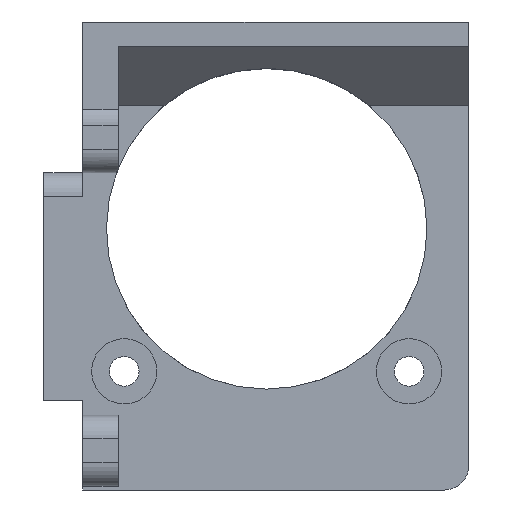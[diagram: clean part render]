
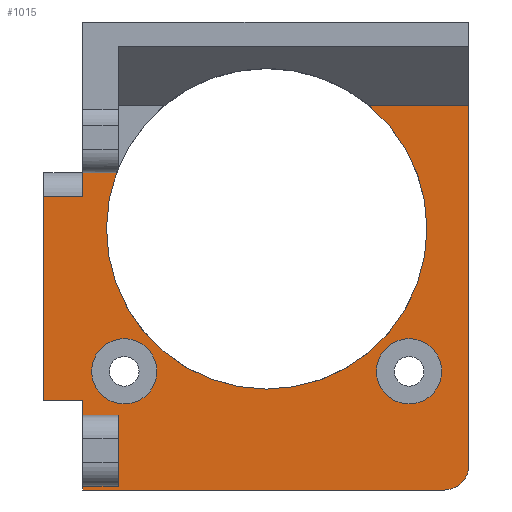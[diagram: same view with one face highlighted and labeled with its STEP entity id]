
A CAD part, left-side view. The second image highlights one B-rep face of the part: STEP entity #1015.
In plain terms, the highlighted planar face has unit normal (-1, 0, 0).
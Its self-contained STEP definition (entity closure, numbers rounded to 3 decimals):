
#21=FACE_BOUND('',#138,.T.);
#22=FACE_BOUND('',#139,.T.);
#34=PLANE('',#1107);
#78=FACE_OUTER_BOUND('',#137,.T.);
#137=EDGE_LOOP('',(#764,#765,#766,#767,#768,#769,#770,#771,#772,#773,#774,
#775,#776,#777,#778));
#138=EDGE_LOOP('',(#779));
#139=EDGE_LOOP('',(#780));
#215=LINE('',#1583,#318);
#223=LINE('',#1603,#326);
#224=LINE('',#1605,#327);
#225=LINE('',#1607,#328);
#226=LINE('',#1609,#329);
#227=LINE('',#1611,#330);
#228=LINE('',#1613,#331);
#229=LINE('',#1615,#332);
#230=LINE('',#1617,#333);
#231=LINE('',#1619,#334);
#232=LINE('',#1621,#335);
#233=LINE('',#1625,#336);
#234=LINE('',#1626,#337);
#318=VECTOR('',#1266,1000.);
#326=VECTOR('',#1284,1000.);
#327=VECTOR('',#1285,1000.);
#328=VECTOR('',#1286,1000.);
#329=VECTOR('',#1287,1000.);
#330=VECTOR('',#1288,1000.);
#331=VECTOR('',#1289,1000.);
#332=VECTOR('',#1290,1000.);
#333=VECTOR('',#1291,1000.);
#334=VECTOR('',#1292,1000.);
#335=VECTOR('',#1293,1000.);
#336=VECTOR('',#1296,1000.);
#337=VECTOR('',#1297,1000.);
#393=CIRCLE('',#1071,2.75);
#400=CIRCLE('',#1082,2.75);
#406=CIRCLE('',#1091,13.5);
#415=CIRCLE('',#1108,2.);
#436=VERTEX_POINT('',#1472);
#443=VERTEX_POINT('',#1494);
#453=VERTEX_POINT('',#1523);
#454=VERTEX_POINT('',#1525);
#478=VERTEX_POINT('',#1580);
#479=VERTEX_POINT('',#1582);
#487=VERTEX_POINT('',#1604);
#488=VERTEX_POINT('',#1606);
#489=VERTEX_POINT('',#1608);
#490=VERTEX_POINT('',#1610);
#491=VERTEX_POINT('',#1612);
#492=VERTEX_POINT('',#1614);
#493=VERTEX_POINT('',#1616);
#494=VERTEX_POINT('',#1618);
#495=VERTEX_POINT('',#1620);
#496=VERTEX_POINT('',#1622);
#497=VERTEX_POINT('',#1624);
#536=EDGE_CURVE('',#436,#436,#393,.T.);
#546=EDGE_CURVE('',#443,#443,#400,.T.);
#559=EDGE_CURVE('',#454,#453,#406,.T.);
#587=EDGE_CURVE('',#479,#478,#215,.T.);
#597=EDGE_CURVE('',#479,#453,#223,.T.);
#598=EDGE_CURVE('',#478,#487,#224,.T.);
#599=EDGE_CURVE('',#488,#487,#225,.T.);
#600=EDGE_CURVE('',#489,#488,#226,.T.);
#601=EDGE_CURVE('',#490,#489,#227,.T.);
#602=EDGE_CURVE('',#490,#491,#228,.T.);
#603=EDGE_CURVE('',#491,#492,#229,.T.);
#604=EDGE_CURVE('',#492,#493,#230,.T.);
#605=EDGE_CURVE('',#494,#493,#231,.T.);
#606=EDGE_CURVE('',#495,#494,#232,.T.);
#607=EDGE_CURVE('',#495,#496,#415,.T.);
#608=EDGE_CURVE('',#497,#496,#233,.T.);
#609=EDGE_CURVE('',#454,#497,#234,.T.);
#764=ORIENTED_EDGE('',*,*,#597,.F.);
#765=ORIENTED_EDGE('',*,*,#587,.T.);
#766=ORIENTED_EDGE('',*,*,#598,.T.);
#767=ORIENTED_EDGE('',*,*,#599,.F.);
#768=ORIENTED_EDGE('',*,*,#600,.F.);
#769=ORIENTED_EDGE('',*,*,#601,.F.);
#770=ORIENTED_EDGE('',*,*,#602,.T.);
#771=ORIENTED_EDGE('',*,*,#603,.T.);
#772=ORIENTED_EDGE('',*,*,#604,.T.);
#773=ORIENTED_EDGE('',*,*,#605,.F.);
#774=ORIENTED_EDGE('',*,*,#606,.F.);
#775=ORIENTED_EDGE('',*,*,#607,.T.);
#776=ORIENTED_EDGE('',*,*,#608,.F.);
#777=ORIENTED_EDGE('',*,*,#609,.F.);
#778=ORIENTED_EDGE('',*,*,#559,.T.);
#779=ORIENTED_EDGE('',*,*,#546,.F.);
#780=ORIENTED_EDGE('',*,*,#536,.F.);
#1015=ADVANCED_FACE('',(#78,#21,#22),#34,.T.);
#1071=AXIS2_PLACEMENT_3D('',#1474,#1174,#1175);
#1082=AXIS2_PLACEMENT_3D('',#1495,#1199,#1200);
#1091=AXIS2_PLACEMENT_3D('',#1526,#1222,#1223);
#1107=AXIS2_PLACEMENT_3D('',#1602,#1282,#1283);
#1108=AXIS2_PLACEMENT_3D('',#1623,#1294,#1295);
#1174=DIRECTION('center_axis',(-1.,0.,0.));
#1175=DIRECTION('ref_axis',(0.,0.,
-1.));
#1199=DIRECTION('center_axis',(-1.,0.,0.));
#1200=DIRECTION('ref_axis',(0.,0.,
-1.));
#1222=DIRECTION('center_axis',(1.,0.,0.));
#1223=DIRECTION('ref_axis',(0.,0.,1.));
#1266=DIRECTION('',(0.,0.,-1.));
#1282=DIRECTION('center_axis',(-1.,0.,0.));
#1283=DIRECTION('ref_axis',(0.,0.,
-1.));
#1284=DIRECTION('',(0.,-1.,0.));
#1285=DIRECTION('',(0.,1.,0.));
#1286=DIRECTION('',(0.,0.,1.));
#1287=DIRECTION('',(0.,1.,0.));
#1288=DIRECTION('',(0.,0.,1.));
#1289=DIRECTION('',(0.,-1.,0.));
#1290=DIRECTION('',(0.,0.,-1.));
#1291=DIRECTION('',(0.,1.,0.));
#1292=DIRECTION('',(0.,0.,1.));
#1293=DIRECTION('',(0.,1.,0.));
#1294=DIRECTION('center_axis',(-1.,0.,0.));
#1295=DIRECTION('ref_axis',(0.,0.,
-1.));
#1296=DIRECTION('',(0.,0.,-1.));
#1297=DIRECTION('',(0.,-1.,0.));
#1472=CARTESIAN_POINT('',(-67.602,18.196,28.292));
#1474=CARTESIAN_POINT('Origin',(-67.602,18.196,25.542));
#1494=CARTESIAN_POINT('',(-67.602,-5.804,22.792));
#1495=CARTESIAN_POINT('Origin',(-67.602,-5.804,25.542));
#1523=CARTESIAN_POINT('',(-67.602,18.842,42.267));
#1525=CARTESIAN_POINT('',(-67.602,-2.461,47.901));
#1526=CARTESIAN_POINT('Origin',(-67.602,6.196,37.542));
#1580=CARTESIAN_POINT('',(-67.602,21.699,40.267));
#1582=CARTESIAN_POINT('',(-67.602,21.699,42.267));
#1583=CARTESIAN_POINT('',(-67.602,21.699,75.901));
#1602=CARTESIAN_POINT('Origin',(-67.602,-5.804,26.042));
#1603=CARTESIAN_POINT('',(-67.602,29.839,42.267));
#1604=CARTESIAN_POINT('',(-67.602,24.996,40.267));
#1605=CARTESIAN_POINT('',(-67.602,24.996,40.267));
#1606=CARTESIAN_POINT('',(-67.602,24.996,23.042));
#1607=CARTESIAN_POINT('',(-67.602,24.996,23.042));
#1608=CARTESIAN_POINT('',(-67.602,21.699,23.042));
#1609=CARTESIAN_POINT('',(-67.602,24.996,23.042));
#1610=CARTESIAN_POINT('',(-67.602,21.699,21.842));
#1611=CARTESIAN_POINT('',(-67.602,21.699,17.542));
#1612=CARTESIAN_POINT('',(-67.602,18.699,21.842));
#1613=CARTESIAN_POINT('',(-67.602,28.699,21.842));
#1614=CARTESIAN_POINT('',(-67.602,18.699,15.842));
#1615=CARTESIAN_POINT('',(-67.602,18.699,17.542));
#1616=CARTESIAN_POINT('',(-67.602,21.699,15.842));
#1617=CARTESIAN_POINT('',(-67.602,18.699,15.842));
#1618=CARTESIAN_POINT('',(-67.602,21.699,15.542));
#1619=CARTESIAN_POINT('',(-67.602,21.699,15.542));
#1620=CARTESIAN_POINT('',(-67.602,-8.804,15.542));
#1621=CARTESIAN_POINT('',(-67.602,14.937,15.542));
#1622=CARTESIAN_POINT('',(-67.602,-10.804,17.542));
#1623=CARTESIAN_POINT('Origin',(-67.602,-8.804,17.542));
#1624=CARTESIAN_POINT('',(-67.602,-10.804,47.901));
#1625=CARTESIAN_POINT('',(-67.602,-10.804,52.901));
#1626=CARTESIAN_POINT('',(-67.602,28.77,47.901));
